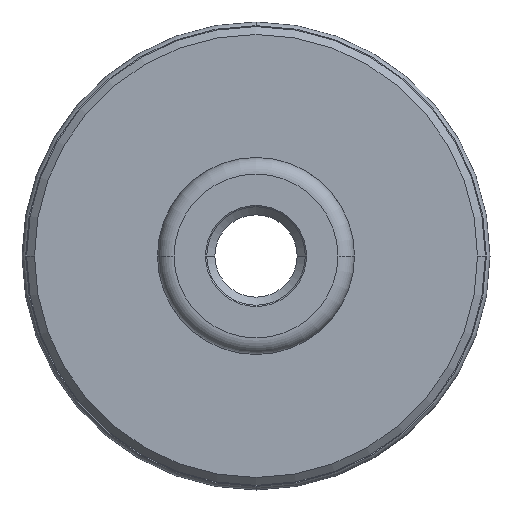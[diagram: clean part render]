
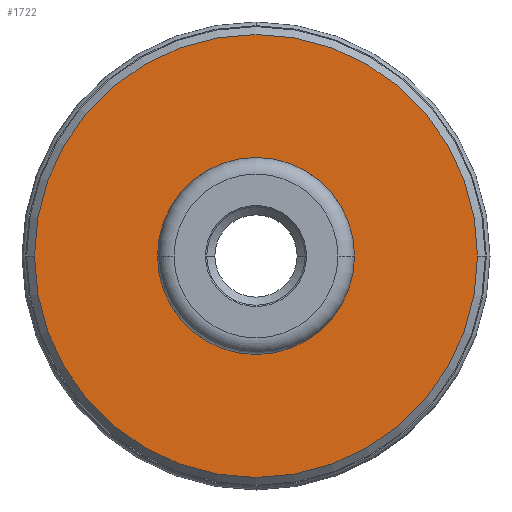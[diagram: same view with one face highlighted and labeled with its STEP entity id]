
A CAD part, left-side view. The second image highlights one B-rep face of the part: STEP entity #1722.
In plain terms, the highlighted planar face has unit normal (-1, 0, 0).
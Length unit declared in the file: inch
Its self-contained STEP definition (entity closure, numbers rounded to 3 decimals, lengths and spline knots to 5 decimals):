
#674=CARTESIAN_POINT('',(-0.6825,0.,0.));
#675=DIRECTION('',(-1.,0.,0.));
#676=DIRECTION('',(0.,-1.,0.));
#677=AXIS2_PLACEMENT_3D('',#674,#675,#676);
#679=CARTESIAN_POINT('',(-0.6825,0.,0.));
#680=DIRECTION('',(-1.,0.,0.));
#681=DIRECTION('',(0.,1.,0.));
#682=AXIS2_PLACEMENT_3D('',#679,#680,#681);
#684=CARTESIAN_POINT('',(-0.6825,0.,0.));
#685=DIRECTION('',(1.,0.,0.));
#686=DIRECTION('',(0.,1.,0.));
#687=AXIS2_PLACEMENT_3D('',#684,#685,#686);
#689=CARTESIAN_POINT('',(-0.6825,0.,0.));
#690=DIRECTION('',(1.,0.,0.));
#691=DIRECTION('',(0.,-1.,0.));
#692=AXIS2_PLACEMENT_3D('',#689,#690,#691);
#810=CARTESIAN_POINT('',(-0.6825,-0.8435,0.));
#811=CARTESIAN_POINT('',(-0.6825,0.8435,0.));
#812=VERTEX_POINT('',#810);
#813=VERTEX_POINT('',#811);
#898=CARTESIAN_POINT('',(-0.6825,0.375,0.));
#899=CARTESIAN_POINT('',(-0.6825,-0.375,0.));
#900=VERTEX_POINT('',#898);
#901=VERTEX_POINT('',#899);
#1706=CARTESIAN_POINT('',(-0.6825,0.,0.));
#1707=DIRECTION('',(-1.,0.,0.));
#1708=DIRECTION('',(0.,1.,0.));
#1709=AXIS2_PLACEMENT_3D('',#1706,#1707,#1708);
#1710=PLANE('',#1709);
#1712=ORIENTED_EDGE('',*,*,#1711,.F.);
#1713=ORIENTED_EDGE('',*,*,#1696,.F.);
#1714=EDGE_LOOP('',(#1712,#1713));
#1715=FACE_OUTER_BOUND('',#1714,.F.);
#1717=ORIENTED_EDGE('',*,*,#1716,.F.);
#1719=ORIENTED_EDGE('',*,*,#1718,.F.);
#1720=EDGE_LOOP('',(#1717,#1719));
#1721=FACE_BOUND('',#1720,.F.);
#678=CIRCLE('',#677,0.8435);
#683=CIRCLE('',#682,0.8435);
#688=CIRCLE('',#687,0.375);
#693=CIRCLE('',#692,0.375);
#1696=EDGE_CURVE('',#813,#812,#683,.T.);
#1711=EDGE_CURVE('',#812,#813,#678,.T.);
#1716=EDGE_CURVE('',#900,#901,#688,.T.);
#1718=EDGE_CURVE('',#901,#900,#693,.T.);
#1722=ADVANCED_FACE('',(#1715,#1721),#1710,.T.);
